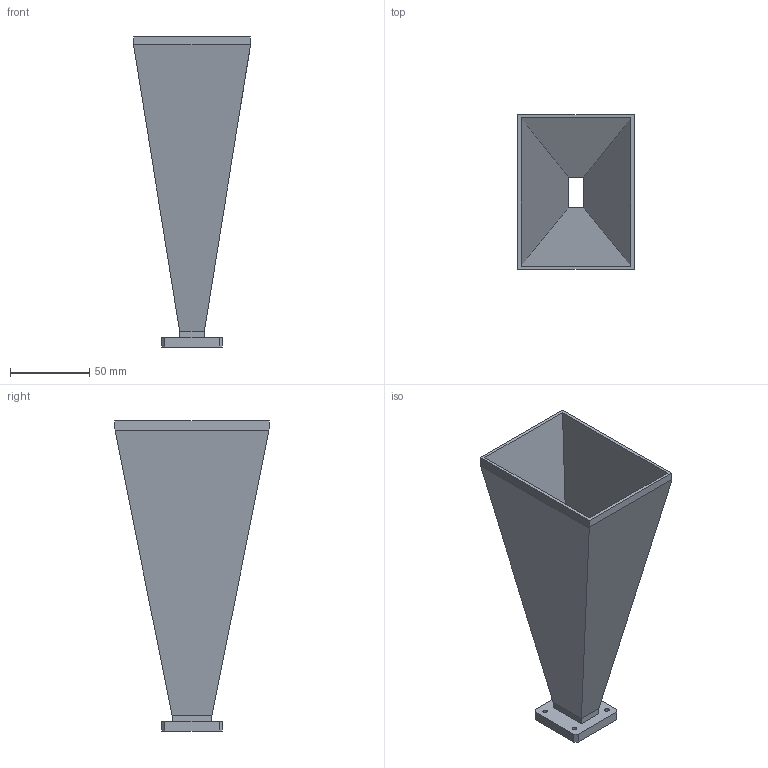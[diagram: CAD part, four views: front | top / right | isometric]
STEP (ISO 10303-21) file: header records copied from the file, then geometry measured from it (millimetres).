
FILE_DESCRIPTION (( 'STEP AP214' ), '1' );
FILE_NAME ('FMWAN075-20.step', '2021-09-15T18:13:11', ( '' ), ( '' ), 'SwSTEP 2.0', 'SolidWorks 2021', '' );
FILE_SCHEMA (( 'AUTOMOTIVE_DESIGN' ));
Length unit declared in the file: millimetre
Products named in the file (1): FMWAN075-20
Bounding box: 73.19 x 97.27 x 195 mm (x, y, z)
Volume: 130378.2 mm3; surface area: 80716 mm2
Topology: 1 solids, 1 shells, 40 faces, 112 edges, 76 vertices
Faces by surface type: plane 32, cylinder 8
Entity records: 1437 total; most frequent: CARTESIAN_POINT 229, ORIENTED_EDGE 224, DIRECTION 210, EDGE_CURVE 112, LINE 96, VECTOR 96, VERTEX_POINT 76, AXIS2_PLACEMENT_3D 57
